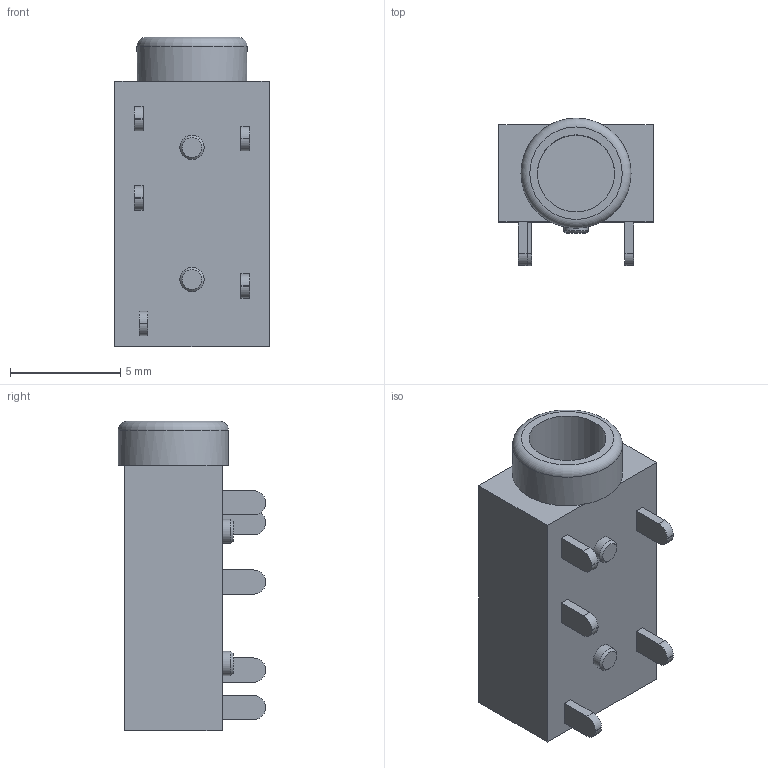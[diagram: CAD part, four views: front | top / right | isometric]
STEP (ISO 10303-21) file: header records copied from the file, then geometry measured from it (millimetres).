
FILE_DESCRIPTION(('FreeCAD Model'),'2;1');
FILE_NAME('PJ-3720.step', '2020-11-19T16:54:18',('Author'),(''), 'Open CASCADE STEP processor 7.3','FreeCAD','Unknown');
FILE_SCHEMA(('AUTOMOTIVE_DESIGN { 1 0 10303 214 1 1 1 1 }'));
Length unit declared in the file: millimetre
Products named in the file (1): Fusion001
Bounding box: 7 x 6.69 x 14.05 mm (x, y, z)
Volume: 293 mm3; surface area: 539.4 mm2
Topology: 1 solids, 1 shells, 55 faces, 128 edges, 83 vertices
Faces by surface type: plane 38, cylinder 14, cone 2, torus 1
Full cylindrical faces by diameter (mm): 1.1 x2, 3.5 x1, 5 x1
Entity records: 1961 total; most frequent: DIRECTION 276, CARTESIAN_POINT 267, ORIENTED_EDGE 256, EDGE_CURVE 128, AXIS2_PLACEMENT_3D 92, LINE 92, VECTOR 92, VERTEX_POINT 83
